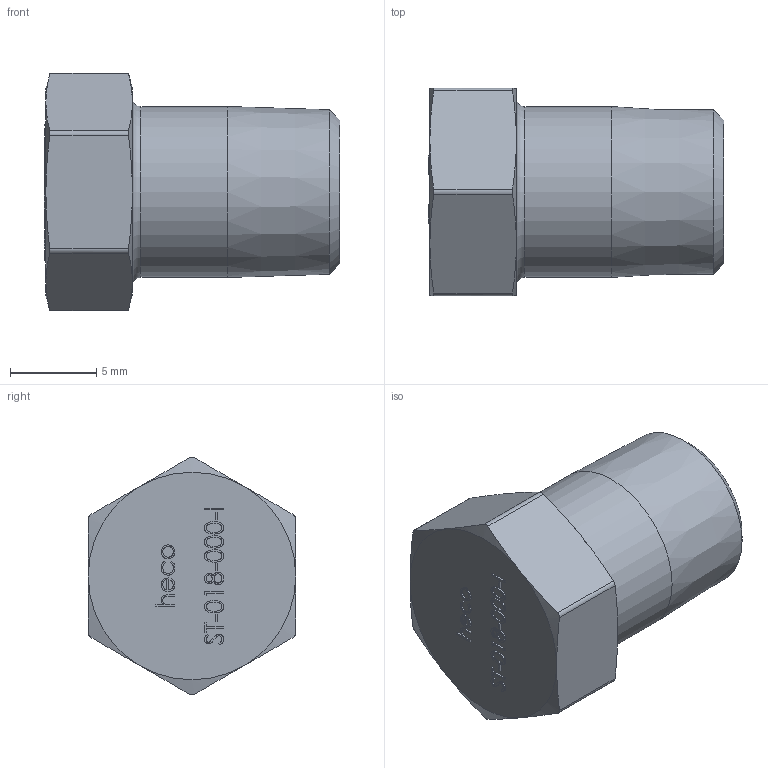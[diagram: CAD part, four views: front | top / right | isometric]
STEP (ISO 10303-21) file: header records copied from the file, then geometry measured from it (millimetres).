
FILE_DESCRIPTION (( 'STEP AP214' ), '1' );
FILE_NAME ('heco ST-018-000-I.STEP', '2016-06-16T09:52:34', ( '' ), ( '' ), 'SwSTEP 2.0', 'SolidWorks 2011', '' );
FILE_SCHEMA (( 'AUTOMOTIVE_DESIGN' ));
Length unit declared in the file: millimetre
Products named in the file (1): heco ST-018-000-I
Bounding box: 17.1 x 12 x 13.76 mm (x, y, z)
Volume: 1519.2 mm3; surface area: 801.7 mm2
Topology: 1 solids, 1 shells, 203 faces, 514 edges, 338 vertices
Faces by surface type: bspline 103, plane 78, cone 14, cylinder 7, torus 1
Full cylindrical faces by diameter (mm): 9.884 x1
Entity records: 14329 total; most frequent: CARTESIAN_POINT 8029, ORIENTED_EDGE 1018, EDGE_CURVE 509, DIRECTION 486, VERTEX_POINT 337, LINE 250, VECTOR 250, EDGE_LOOP 232
